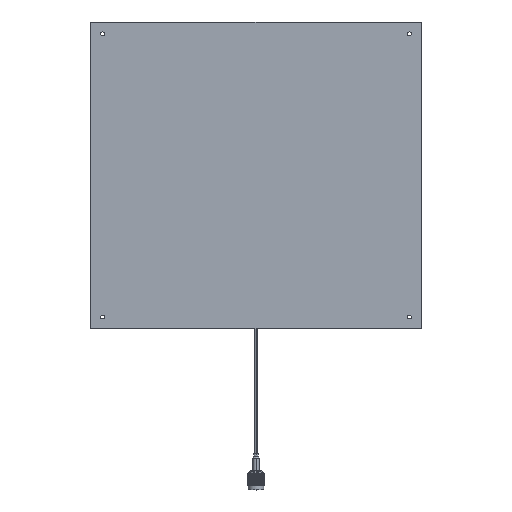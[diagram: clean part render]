
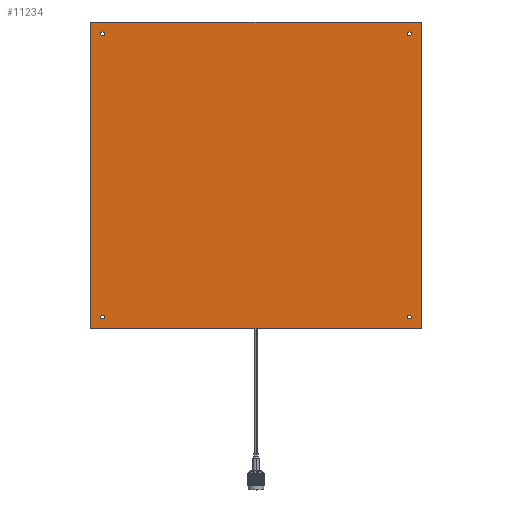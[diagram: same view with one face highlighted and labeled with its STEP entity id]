
A CAD part, top view. The second image highlights one B-rep face of the part: STEP entity #11234.
In plain terms, the highlighted face is planar.
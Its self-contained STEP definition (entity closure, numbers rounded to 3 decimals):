
#276 = CARTESIAN_POINT ( 'NONE',  ( 128.4, 121., -3. ) ) ;
#3269 = EDGE_CURVE ( 'NONE', #14314, #74568, #16062, .T. ) ;
#3445 = CARTESIAN_POINT ( 'NONE',  ( 131.6, 121., -3. ) ) ;
#3971 = CARTESIAN_POINT ( 'NONE',  ( 140., -129., -3. ) ) ;
#4106 = ORIENTED_EDGE ( 'NONE', *, *, #59831, .F. ) ;
#4553 = EDGE_LOOP ( 'NONE', ( #79496, #27286 ) ) ;
#5048 = VERTEX_POINT ( 'NONE', #78309 ) ;
#5346 = CIRCLE ( 'NONE', #50911, 1.6 ) ;
#7119 = DIRECTION ( 'NONE',  ( 1., 0., 0. ) ) ;
#7465 = CARTESIAN_POINT ( 'NONE',  ( 130., -119., -3. ) ) ;
#8728 = CARTESIAN_POINT ( 'NONE',  ( -131.6, 121., -3. ) ) ;
#8830 = VERTEX_POINT ( 'NONE', #47967 ) ;
#9550 = DIRECTION ( 'NONE',  ( 1., 0., 0. ) ) ;
#9833 = ORIENTED_EDGE ( 'NONE', *, *, #10102, .T. ) ;
#10102 = EDGE_CURVE ( 'NONE', #5048, #98829, #66615, .T. ) ;
#11208 = EDGE_CURVE ( 'NONE', #74568, #14314, #5346, .T. ) ;
#11234 = ADVANCED_FACE ( 'NONE', ( #53194, #85620, #63026, #61942, #11567 ), #70728, .F. ) ;
#11567 = FACE_OUTER_BOUND ( 'NONE', #92099, .T. ) ;
#12860 = EDGE_CURVE ( 'NONE', #8830, #60495, #44098, .T. ) ;
#13240 = DIRECTION ( 'NONE',  ( 0., 0., 1. ) ) ;
#14314 = VERTEX_POINT ( 'NONE', #48881 ) ;
#15466 = CARTESIAN_POINT ( 'NONE',  ( -130., 121., -3. ) ) ;
#16062 = CIRCLE ( 'NONE', #28232, 1.6 ) ;
#19407 = AXIS2_PLACEMENT_3D ( 'NONE', #35664, #29631, #104806 ) ;
#19781 = EDGE_CURVE ( 'NONE', #74267, #43445, #70296, .T. ) ;
#20633 = LINE ( 'NONE', #71018, #108240 ) ;
#22494 = AXIS2_PLACEMENT_3D ( 'NONE', #32052, #91266, #73717 ) ;
#23977 = EDGE_LOOP ( 'NONE', ( #86382, #9833 ) ) ;
#24473 = ORIENTED_EDGE ( 'NONE', *, *, #88887, .F. ) ;
#24616 = DIRECTION ( 'NONE',  ( 0., -1., 0. ) ) ;
#24763 = DIRECTION ( 'NONE',  ( 0., 0., 1. ) ) ;
#25342 = DIRECTION ( 'NONE',  ( 1., 0., 0. ) ) ;
#27286 = ORIENTED_EDGE ( 'NONE', *, *, #69817, .T. ) ;
#28232 = AXIS2_PLACEMENT_3D ( 'NONE', #7465, #73267, #106783 ) ;
#29631 = DIRECTION ( 'NONE',  ( 0., 0., 1. ) ) ;
#30154 = AXIS2_PLACEMENT_3D ( 'NONE', #42422, #59929, #9550 ) ;
#32052 = CARTESIAN_POINT ( 'NONE',  ( 130., 121., -3. ) ) ;
#32556 = CARTESIAN_POINT ( 'NONE',  ( 140., -129., -3. ) ) ;
#35664 = CARTESIAN_POINT ( 'NONE',  ( -130., -119., -3. ) ) ;
#35743 = CARTESIAN_POINT ( 'NONE',  ( -128.4, -119., -3. ) ) ;
#36240 = ORIENTED_EDGE ( 'NONE', *, *, #11208, .T. ) ;
#37097 = CIRCLE ( 'NONE', #30154, 1.6 ) ;
#37730 = CARTESIAN_POINT ( 'NONE',  ( -140., 131., -3. ) ) ;
#39512 = DIRECTION ( 'NONE',  ( 1., 0., 0. ) ) ;
#41190 = DIRECTION ( 'NONE',  ( 1., 0., 0. ) ) ;
#41401 = VECTOR ( 'NONE', #24616, 1000. ) ;
#42422 = CARTESIAN_POINT ( 'NONE',  ( -130., 121., -3. ) ) ;
#42931 = CARTESIAN_POINT ( 'NONE',  ( -130., -119., -3. ) ) ;
#43445 = VERTEX_POINT ( 'NONE', #8728 ) ;
#43945 = VECTOR ( 'NONE', #44613, 1000. ) ;
#44098 = LINE ( 'NONE', #77528, #43945 ) ;
#44613 = DIRECTION ( 'NONE',  ( 1., 0., 0. ) ) ;
#47468 = EDGE_LOOP ( 'NONE', ( #36240, #64130 ) ) ;
#47967 = CARTESIAN_POINT ( 'NONE',  ( -140., -129., -3. ) ) ;
#48453 = EDGE_CURVE ( 'NONE', #60495, #93639, #62067, .T. ) ;
#48881 = CARTESIAN_POINT ( 'NONE',  ( 128.4, -119., -3. ) ) ;
#49258 = LINE ( 'NONE', #74481, #41401 ) ;
#49523 = DIRECTION ( 'NONE',  ( 1., 0., 0. ) ) ;
#50911 = AXIS2_PLACEMENT_3D ( 'NONE', #68051, #93840, #25342 ) ;
#52615 = AXIS2_PLACEMENT_3D ( 'NONE', #64141, #13240, #39512 ) ;
#53194 = FACE_BOUND ( 'NONE', #4553, .T. ) ;
#53947 = EDGE_LOOP ( 'NONE', ( #63415, #99553 ) ) ;
#58237 = VECTOR ( 'NONE', #95578, 1000. ) ;
#59808 = AXIS2_PLACEMENT_3D ( 'NONE', #15466, #24763, #41190 ) ;
#59831 = EDGE_CURVE ( 'NONE', #94266, #8830, #49258, .T. ) ;
#59929 = DIRECTION ( 'NONE',  ( 0., 0., 1. ) ) ;
#60495 = VERTEX_POINT ( 'NONE', #32556 ) ;
#61942 = FACE_BOUND ( 'NONE', #23977, .T. ) ;
#62067 = LINE ( 'NONE', #3971, #58237 ) ;
#63026 = FACE_BOUND ( 'NONE', #53947, .T. ) ;
#63415 = ORIENTED_EDGE ( 'NONE', *, *, #19781, .T. ) ;
#64130 = ORIENTED_EDGE ( 'NONE', *, *, #3269, .T. ) ;
#64141 = CARTESIAN_POINT ( 'NONE',  ( -130., -119., -3. ) ) ;
#64441 = CIRCLE ( 'NONE', #22494, 1.6 ) ;
#65431 = EDGE_CURVE ( 'NONE', #98829, #5048, #73009, .T. ) ;
#66615 = CIRCLE ( 'NONE', #52615, 1.6 ) ;
#66725 = ORIENTED_EDGE ( 'NONE', *, *, #48453, .F. ) ;
#66930 = AXIS2_PLACEMENT_3D ( 'NONE', #98721, #81133, #7119 ) ;
#67151 = ORIENTED_EDGE ( 'NONE', *, *, #12860, .F. ) ;
#68051 = CARTESIAN_POINT ( 'NONE',  ( 130., -119., -3. ) ) ;
#68434 = EDGE_CURVE ( 'NONE', #43445, #74267, #37097, .T. ) ;
#69817 = EDGE_CURVE ( 'NONE', #84252, #92027, #80946, .T. ) ;
#70296 = CIRCLE ( 'NONE', #59808, 1.6 ) ;
#70728 = PLANE ( 'NONE',  #19407 ) ;
#71018 = CARTESIAN_POINT ( 'NONE',  ( 140., 131., -3. ) ) ;
#73009 = CIRCLE ( 'NONE', #101109, 1.6 ) ;
#73267 = DIRECTION ( 'NONE',  ( 0., 0., 1. ) ) ;
#73717 = DIRECTION ( 'NONE',  ( 1., 0., 0. ) ) ;
#74267 = VERTEX_POINT ( 'NONE', #105026 ) ;
#74481 = CARTESIAN_POINT ( 'NONE',  ( -140., 131., -3. ) ) ;
#74568 = VERTEX_POINT ( 'NONE', #77114 ) ;
#77114 = CARTESIAN_POINT ( 'NONE',  ( 131.6, -119., -3. ) ) ;
#77528 = CARTESIAN_POINT ( 'NONE',  ( -140., -129., -3. ) ) ;
#78309 = CARTESIAN_POINT ( 'NONE',  ( -131.6, -119., -3. ) ) ;
#79496 = ORIENTED_EDGE ( 'NONE', *, *, #81841, .T. ) ;
#80946 = CIRCLE ( 'NONE', #66930, 1.6 ) ;
#81133 = DIRECTION ( 'NONE',  ( 0., 0., 1. ) ) ;
#81841 = EDGE_CURVE ( 'NONE', #92027, #84252, #64441, .T. ) ;
#84252 = VERTEX_POINT ( 'NONE', #276 ) ;
#85620 = FACE_BOUND ( 'NONE', #47468, .T. ) ;
#86382 = ORIENTED_EDGE ( 'NONE', *, *, #65431, .T. ) ;
#88887 = EDGE_CURVE ( 'NONE', #93639, #94266, #20633, .T. ) ;
#91266 = DIRECTION ( 'NONE',  ( 0., 0., 1. ) ) ;
#92027 = VERTEX_POINT ( 'NONE', #3445 ) ;
#92099 = EDGE_LOOP ( 'NONE', ( #24473, #66725, #67151, #4106 ) ) ;
#93639 = VERTEX_POINT ( 'NONE', #105637 ) ;
#93840 = DIRECTION ( 'NONE',  ( 0., 0., 1. ) ) ;
#94266 = VERTEX_POINT ( 'NONE', #37730 ) ;
#95578 = DIRECTION ( 'NONE',  ( 0., 1., 0. ) ) ;
#98721 = CARTESIAN_POINT ( 'NONE',  ( 130., 121., -3. ) ) ;
#98829 = VERTEX_POINT ( 'NONE', #35743 ) ;
#99553 = ORIENTED_EDGE ( 'NONE', *, *, #68434, .T. ) ;
#101109 = AXIS2_PLACEMENT_3D ( 'NONE', #42931, #101664, #49523 ) ;
#101664 = DIRECTION ( 'NONE',  ( 0., 0., 1. ) ) ;
#104555 = DIRECTION ( 'NONE',  ( -1., 0., 0. ) ) ;
#104806 = DIRECTION ( 'NONE',  ( 1., 0., 0. ) ) ;
#105026 = CARTESIAN_POINT ( 'NONE',  ( -128.4, 121., -3. ) ) ;
#105637 = CARTESIAN_POINT ( 'NONE',  ( 140., 131., -3. ) ) ;
#106783 = DIRECTION ( 'NONE',  ( 1., 0., 0. ) ) ;
#108240 = VECTOR ( 'NONE', #104555, 1000. ) ;
